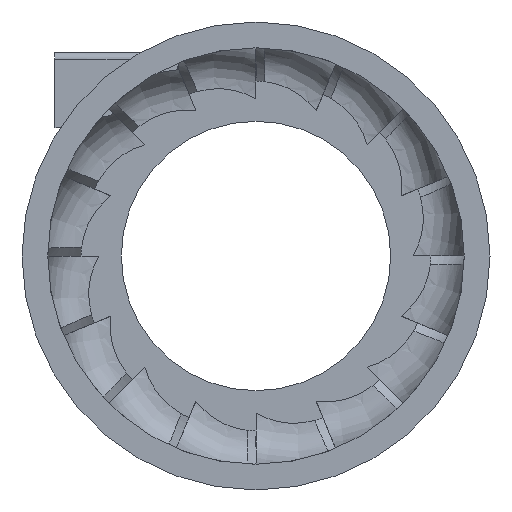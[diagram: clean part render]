
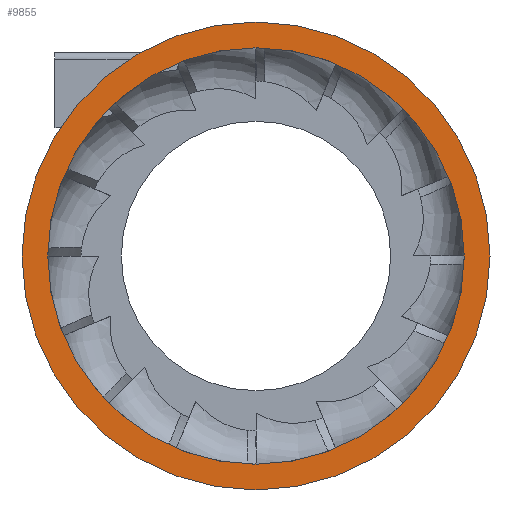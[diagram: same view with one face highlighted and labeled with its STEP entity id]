
A CAD part, front view. The second image highlights one B-rep face of the part: STEP entity #9855.
In plain terms, the highlighted planar face has unit normal (0, -1, 0).
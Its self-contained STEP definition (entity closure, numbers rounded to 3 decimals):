
#73 = CARTESIAN_POINT ( 'NONE',  ( 0., -0.8, 0. ) ) ;
#287 = VERTEX_POINT ( 'NONE', #14224 ) ;
#407 = DIRECTION ( 'NONE',  ( 0., 0., 1. ) ) ;
#1342 = CIRCLE ( 'NONE', #10812, 31.073 ) ;
#1474 = ORIENTED_EDGE ( 'NONE', *, *, #12537, .T. ) ;
#1529 = ORIENTED_EDGE ( 'NONE', *, *, #3134, .F. ) ;
#1533 = DIRECTION ( 'NONE',  ( 0., -1., 0. ) ) ;
#1830 = ORIENTED_EDGE ( 'NONE', *, *, #2328, .T. ) ;
#1987 = PLANE ( 'NONE',  #16252 ) ;
#2034 = CARTESIAN_POINT ( 'NONE',  ( 0., -0.8, 0. ) ) ;
#2328 = EDGE_CURVE ( 'NONE', #4212, #4225, #13607, .T. ) ;
#2790 = EDGE_LOOP ( 'NONE', ( #5870, #1529 ) ) ;
#3050 = CARTESIAN_POINT ( 'NONE',  ( 0., -0.8, 0. ) ) ;
#3124 = CARTESIAN_POINT ( 'NONE',  ( 0., -0.8, 34.919 ) ) ;
#3134 = EDGE_CURVE ( 'NONE', #287, #6616, #1342, .T. ) ;
#4212 = VERTEX_POINT ( 'NONE', #13226 ) ;
#4225 = VERTEX_POINT ( 'NONE', #3124 ) ;
#4523 = FACE_OUTER_BOUND ( 'NONE', #7519, .T. ) ;
#5772 = DIRECTION ( 'NONE',  ( 0., 0., 1. ) ) ;
#5793 = FACE_BOUND ( 'NONE', #2790, .T. ) ;
#5870 = ORIENTED_EDGE ( 'NONE', *, *, #14452, .F. ) ;
#5899 = CARTESIAN_POINT ( 'NONE',  ( 0., -0.8, 31.073 ) ) ;
#6269 = DIRECTION ( 'NONE',  ( 0., 0., 1. ) ) ;
#6616 = VERTEX_POINT ( 'NONE', #5899 ) ;
#6685 = DIRECTION ( 'NONE',  ( 0., 0., 1. ) ) ;
#7033 = DIRECTION ( 'NONE',  ( 0., -1., 0. ) ) ;
#7519 = EDGE_LOOP ( 'NONE', ( #1830, #1474 ) ) ;
#7957 = CARTESIAN_POINT ( 'NONE',  ( 0., -0.8, 0. ) ) ;
#8510 = CARTESIAN_POINT ( 'NONE',  ( 0., -0.8, 0. ) ) ;
#8888 = AXIS2_PLACEMENT_3D ( 'NONE', #7957, #1533, #6685 ) ;
#9855 = ADVANCED_FACE ( 'NONE', ( #5793, #4523 ), #1987, .F. ) ;
#10812 = AXIS2_PLACEMENT_3D ( 'NONE', #2034, #16271, #6269 ) ;
#11096 = CIRCLE ( 'NONE', #14069, 34.919 ) ;
#11147 = DIRECTION ( 'NONE',  ( 0., 1., 0. ) ) ;
#12537 = EDGE_CURVE ( 'NONE', #4225, #4212, #11096, .T. ) ;
#13226 = CARTESIAN_POINT ( 'NONE',  ( 0., -0.8, -34.919 ) ) ;
#13607 = CIRCLE ( 'NONE', #15765, 34.919 ) ;
#14069 = AXIS2_PLACEMENT_3D ( 'NONE', #73, #14464, #407 ) ;
#14224 = CARTESIAN_POINT ( 'NONE',  ( 0., -0.8, -31.073 ) ) ;
#14452 = EDGE_CURVE ( 'NONE', #6616, #287, #16184, .T. ) ;
#14464 = DIRECTION ( 'NONE',  ( 0., -1., 0. ) ) ;
#15765 = AXIS2_PLACEMENT_3D ( 'NONE', #3050, #7033, #5772 ) ;
#16184 = CIRCLE ( 'NONE', #8888, 31.073 ) ;
#16252 = AXIS2_PLACEMENT_3D ( 'NONE', #8510, #11147, #16467 ) ;
#16271 = DIRECTION ( 'NONE',  ( 0., -1., 0. ) ) ;
#16467 = DIRECTION ( 'NONE',  ( 0., 0., 1. ) ) ;
